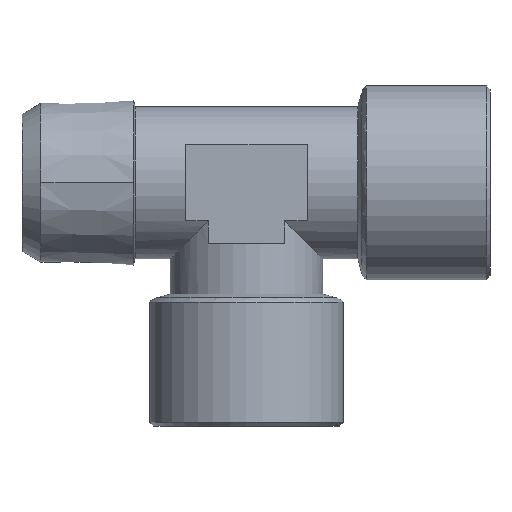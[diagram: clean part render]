
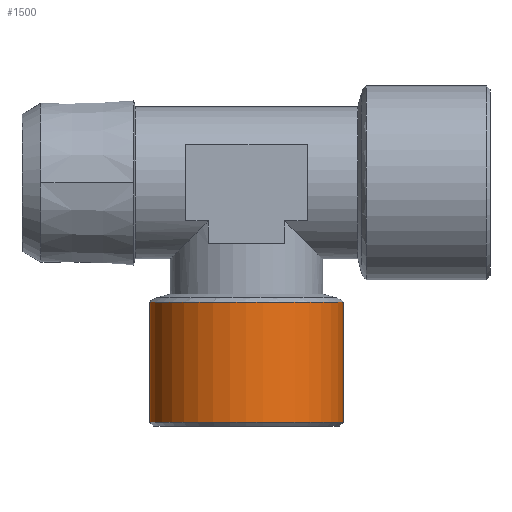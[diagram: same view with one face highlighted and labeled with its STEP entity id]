
A CAD part, front view. The second image highlights one B-rep face of the part: STEP entity #1500.
In plain terms, the highlighted cylindrical face has radius 12.75 mm (diameter 25.5 mm), a partial arc.
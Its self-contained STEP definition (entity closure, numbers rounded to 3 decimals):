
#43 = VECTOR ( 'NONE', #988, 1000. ) ;
#83 = CARTESIAN_POINT ( 'NONE',  ( -40.983, -147.362, -33.566 ) ) ;
#260 = ORIENTED_EDGE ( 'NONE', *, *, #984, .F. ) ;
#288 = ORIENTED_EDGE ( 'NONE', *, *, #1207, .T. ) ;
#308 = VERTEX_POINT ( 'NONE', #323 ) ;
#323 = CARTESIAN_POINT ( 'NONE',  ( -40.983, -147.362, -49.354 ) ) ;
#394 = CIRCLE ( 'NONE', #1416, 12.75 ) ;
#396 = DIRECTION ( 'NONE',  ( 1., 0., 0. ) ) ;
#398 = ORIENTED_EDGE ( 'NONE', *, *, #1560, .T. ) ;
#489 = DIRECTION ( 'NONE',  ( 0., 0., 1. ) ) ;
#539 = DIRECTION ( 'NONE',  ( 0., 0., 1. ) ) ;
#701 = LINE ( 'NONE', #1308, #1478 ) ;
#707 = DIRECTION ( 'NONE',  ( -1., 0., 0. ) ) ;
#730 = DIRECTION ( 'NONE',  ( 0., 0., 1. ) ) ;
#846 = CARTESIAN_POINT ( 'NONE',  ( -53.733, -147.362, -33.566 ) ) ;
#984 = EDGE_CURVE ( 'NONE', #2079, #1654, #701, .T. ) ;
#988 = DIRECTION ( 'NONE',  ( 0., 0., 1. ) ) ;
#996 = CIRCLE ( 'NONE', #1659, 12.75 ) ;
#1095 = AXIS2_PLACEMENT_3D ( 'NONE', #1919, #730, #396 ) ;
#1131 = DIRECTION ( 'NONE',  ( 0., 0., -1. ) ) ;
#1207 = EDGE_CURVE ( 'NONE', #308, #1561, #1593, .T. ) ;
#1223 = CARTESIAN_POINT ( 'NONE',  ( -66.483, -147.362, -49.354 ) ) ;
#1308 = CARTESIAN_POINT ( 'NONE',  ( -66.483, -147.362, -49.854 ) ) ;
#1416 = AXIS2_PLACEMENT_3D ( 'NONE', #1883, #539, #707 ) ;
#1478 = VECTOR ( 'NONE', #489, 1000. ) ;
#1500 = ADVANCED_FACE ( 'NONE', ( #1985 ), #1764, .T. ) ;
#1560 = EDGE_CURVE ( 'NONE', #1561, #1654, #996, .T. ) ;
#1561 = VERTEX_POINT ( 'NONE', #83 ) ;
#1576 = EDGE_LOOP ( 'NONE', ( #260, #1948, #288, #398 ) ) ;
#1593 = LINE ( 'NONE', #1672, #43 ) ;
#1648 = DIRECTION ( 'NONE',  ( 0., -1., 0. ) ) ;
#1654 = VERTEX_POINT ( 'NONE', #2080 ) ;
#1659 = AXIS2_PLACEMENT_3D ( 'NONE', #846, #1131, #1648 ) ;
#1672 = CARTESIAN_POINT ( 'NONE',  ( -40.983, -147.362, -49.854 ) ) ;
#1764 = CYLINDRICAL_SURFACE ( 'NONE', #1095, 12.75 ) ;
#1883 = CARTESIAN_POINT ( 'NONE',  ( -53.733, -147.362, -49.354 ) ) ;
#1919 = CARTESIAN_POINT ( 'NONE',  ( -53.733, -147.362, -49.854 ) ) ;
#1948 = ORIENTED_EDGE ( 'NONE', *, *, #2026, .T. ) ;
#1985 = FACE_OUTER_BOUND ( 'NONE', #1576, .T. ) ;
#2026 = EDGE_CURVE ( 'NONE', #2079, #308, #394, .T. ) ;
#2079 = VERTEX_POINT ( 'NONE', #1223 ) ;
#2080 = CARTESIAN_POINT ( 'NONE',  ( -66.483, -147.362, -33.566 ) ) ;
